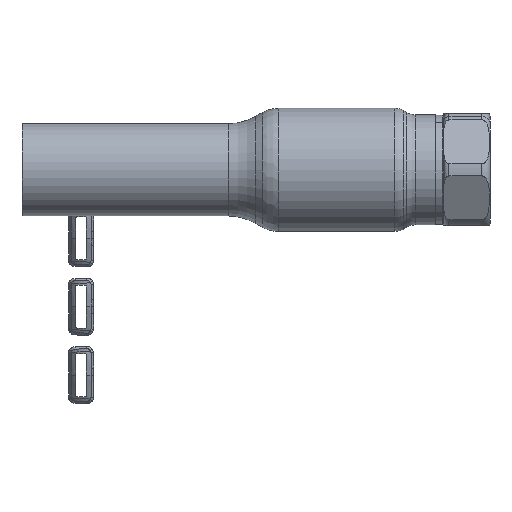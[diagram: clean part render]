
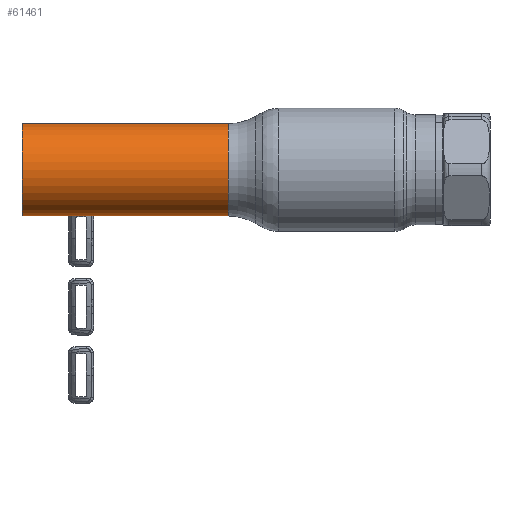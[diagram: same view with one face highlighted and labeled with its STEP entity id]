
A CAD part, front view. The second image highlights one B-rep face of the part: STEP entity #61461.
In plain terms, the highlighted cylindrical face has radius 16.85 mm (diameter 33.7 mm), a partial arc.
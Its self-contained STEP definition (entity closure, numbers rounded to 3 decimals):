
#2099 = AXIS2_PLACEMENT_3D ( 'NONE', #104433, #77005, #87047 ) ;
#3929 = AXIS2_PLACEMENT_3D ( 'NONE', #87681, #97349, #60249 ) ;
#8410 = CARTESIAN_POINT ( 'NONE',  ( -62.69, 0., 0. ) ) ;
#8773 = VERTEX_POINT ( 'NONE', #84272 ) ;
#12148 = AXIS2_PLACEMENT_3D ( 'NONE', #8410, #99595, #81866 ) ;
#12851 = ORIENTED_EDGE ( 'NONE', *, *, #58147, .F. ) ;
#14324 = VECTOR ( 'NONE', #107388, 1000. ) ;
#14500 = EDGE_CURVE ( 'NONE', #18465, #40122, #54739, .T. ) ;
#18465 = VERTEX_POINT ( 'NONE', #103140 ) ;
#24814 = CARTESIAN_POINT ( 'NONE',  ( -39.645, 0., -16.85 ) ) ;
#25085 = EDGE_CURVE ( 'NONE', #52572, #18465, #27184, .T. ) ;
#27184 = CIRCLE ( 'NONE', #3929, 16.85 ) ;
#33140 = VECTOR ( 'NONE', #55108, 1000. ) ;
#40122 = VERTEX_POINT ( 'NONE', #54659 ) ;
#44069 = ORIENTED_EDGE ( 'NONE', *, *, #14500, .T. ) ;
#45828 = CARTESIAN_POINT ( 'NONE',  ( -62.69, 0., -16.85 ) ) ;
#52572 = VERTEX_POINT ( 'NONE', #24814 ) ;
#54659 = CARTESIAN_POINT ( 'NONE',  ( -115., 0., 16.85 ) ) ;
#54739 = LINE ( 'NONE', #97684, #14324 ) ;
#55108 = DIRECTION ( 'NONE',  ( -1., 0., 0. ) ) ;
#57701 = ORIENTED_EDGE ( 'NONE', *, *, #25085, .T. ) ;
#58147 = EDGE_CURVE ( 'NONE', #52572, #8773, #108263, .T. ) ;
#58319 = EDGE_LOOP ( 'NONE', ( #12851, #57701, #44069, #66920 ) ) ;
#60249 = DIRECTION ( 'NONE',  ( 0., 0., 1. ) ) ;
#61461 = ADVANCED_FACE ( 'NONE', ( #96381 ), #118028, .T. ) ;
#66920 = ORIENTED_EDGE ( 'NONE', *, *, #75273, .F. ) ;
#75273 = EDGE_CURVE ( 'NONE', #8773, #40122, #95497, .T. ) ;
#77005 = DIRECTION ( 'NONE',  ( -1., 0., 0. ) ) ;
#81866 = DIRECTION ( 'NONE',  ( 0., 0., 1. ) ) ;
#84272 = CARTESIAN_POINT ( 'NONE',  ( -115., 0., -16.85 ) ) ;
#87047 = DIRECTION ( 'NONE',  ( 0., 0., 1. ) ) ;
#87681 = CARTESIAN_POINT ( 'NONE',  ( -39.645, 0., 0. ) ) ;
#95497 = CIRCLE ( 'NONE', #2099, 16.85 ) ;
#96381 = FACE_OUTER_BOUND ( 'NONE', #58319, .T. ) ;
#97349 = DIRECTION ( 'NONE',  ( -1., 0., 0. ) ) ;
#97684 = CARTESIAN_POINT ( 'NONE',  ( -62.69, 0., 16.85 ) ) ;
#99595 = DIRECTION ( 'NONE',  ( -1., 0., 0. ) ) ;
#103140 = CARTESIAN_POINT ( 'NONE',  ( -39.645, 0., 16.85 ) ) ;
#104433 = CARTESIAN_POINT ( 'NONE',  ( -115., 0., 0. ) ) ;
#107388 = DIRECTION ( 'NONE',  ( -1., 0., 0. ) ) ;
#108263 = LINE ( 'NONE', #45828, #33140 ) ;
#118028 = CYLINDRICAL_SURFACE ( 'NONE', #12148, 16.85 ) ;
